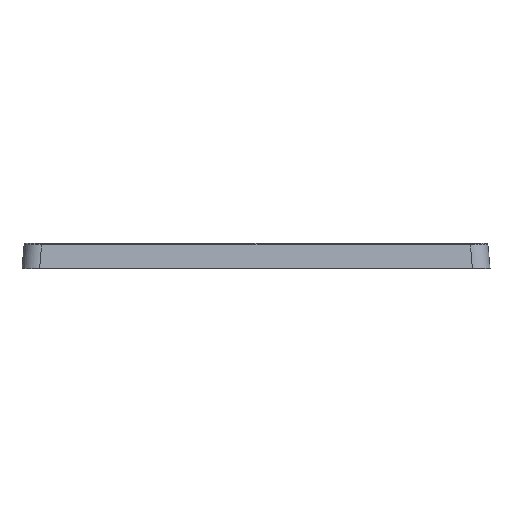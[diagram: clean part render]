
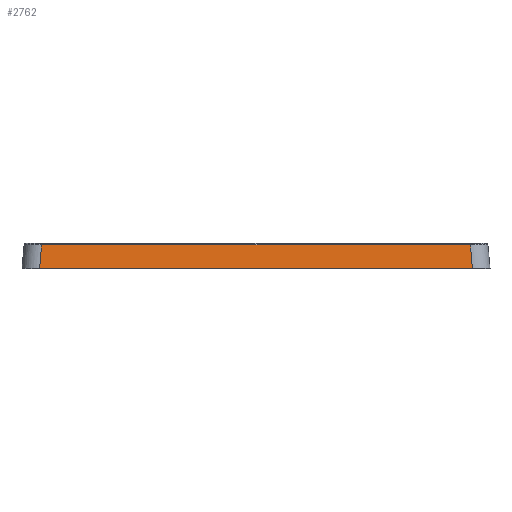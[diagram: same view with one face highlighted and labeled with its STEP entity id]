
A CAD part, top view. The second image highlights one B-rep face of the part: STEP entity #2762.
In plain terms, the highlighted planar face has unit normal (0, 0.087, 0.996).
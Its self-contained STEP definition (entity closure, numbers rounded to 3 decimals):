
#930=PLANE('',#17692);
#1438=LINE('',#27834,#2107);
#1501=LINE('',#28530,#2170);
#1509=LINE('',#28609,#2178);
#1510=LINE('',#28611,#2179);
#2107=VECTOR('',#19338,1.);
#2170=VECTOR('',#19837,1.);
#2178=VECTOR('',#19859,1.);
#2179=VECTOR('',#19862,1.);
#2762=ADVANCED_FACE('',(#4011),#930,.T.);
#4011=FACE_OUTER_BOUND('',#5174,.T.);
#5174=EDGE_LOOP('',(#8015,#8016,#8017,#8018));
#8015=ORIENTED_EDGE('',*,*,#14572,.T.);
#8016=ORIENTED_EDGE('',*,*,#14314,.T.);
#8017=ORIENTED_EDGE('',*,*,#14573,.F.);
#8018=ORIENTED_EDGE('',*,*,#14560,.F.);
#12693=VERTEX_POINT('',#27833);
#12694=VERTEX_POINT('',#27835);
#12906=VERTEX_POINT('',#28477);
#12907=VERTEX_POINT('',#28531);
#14314=EDGE_CURVE('',#12694,#12693,#1438,.T.);
#14560=EDGE_CURVE('',#12906,#12907,#1501,.T.);
#14572=EDGE_CURVE('',#12906,#12694,#1509,.T.);
#14573=EDGE_CURVE('',#12907,#12693,#1510,.T.);
#17692=AXIS2_PLACEMENT_3D('',#28612,#19863,#19864);
#19338=DIRECTION('',(1.,0.,0.));
#19837=DIRECTION('',(1.,0.,0.));
#19859=DIRECTION('',(-0.087,-0.992,0.087));
#19862=DIRECTION('',(0.087,-0.992,0.087));
#19863=DIRECTION('',(0.,0.087,0.996));
#19864=DIRECTION('',(-1.,0.,0.));
#27833=CARTESIAN_POINT('',(60.119,0.,65.));
#27834=CARTESIAN_POINT('',(-60.119,0.,65.));
#27835=CARTESIAN_POINT('',(-60.119,0.,65.));
#28477=CARTESIAN_POINT('',(-59.555,6.444,64.436));
#28530=CARTESIAN_POINT('',(-60.402,6.444,64.436));
#28531=CARTESIAN_POINT('',(59.555,6.444,64.436));
#28609=CARTESIAN_POINT('',(-59.555,6.444,64.436));
#28611=CARTESIAN_POINT('',(58.691,16.322,63.572));
#28612=CARTESIAN_POINT('',(-68.208,0.,65.));
